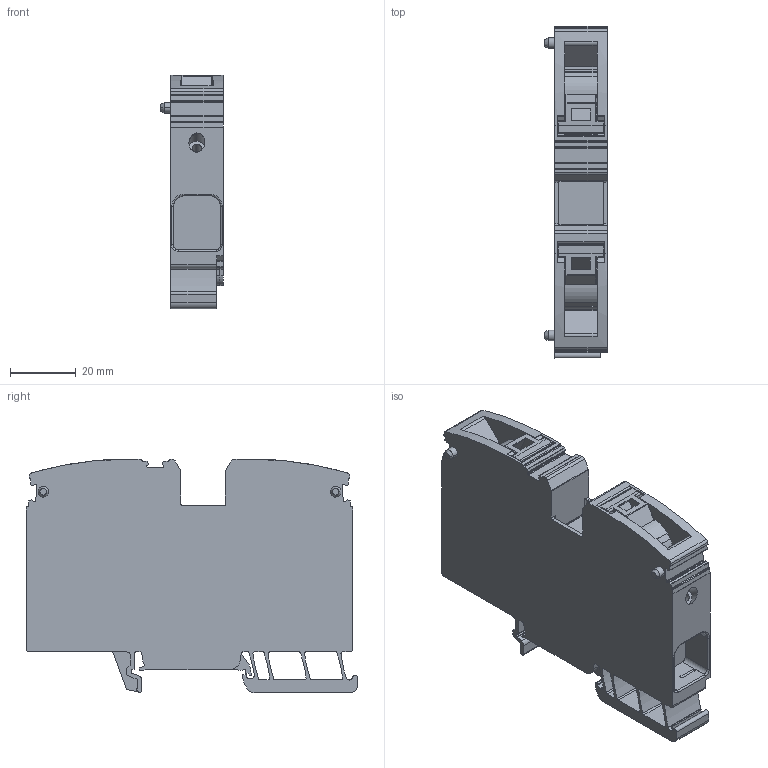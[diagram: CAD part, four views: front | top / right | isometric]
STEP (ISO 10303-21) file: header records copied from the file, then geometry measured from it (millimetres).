
FILE_DESCRIPTION(('CATIA V5 STEP Exchange','CAx-IF Rec.Pracs.--- Model Styling and Organization---1.5--- 2016-08-15','CAx-IF Rec.Pracs.---Supplemental Geometry---1.0---2011-11-01','CAx-IF Rec.Pracs.--- Composite Materials ---1.1---2010-07-15'),'2;1');
FILE_NAME ('210642-1_2', '2024-05-28T04:20:51+00:00', ('none'), ('Weidmueller'), 'CATIA Version 5-6 Release 2022 SP4 HF5', 'CATIA V5 STEP AP214 v3', 'none');
FILE_SCHEMA(('AUTOMOTIVE_DESIGN { 1 0 10303 214 1 1 1 1 }'));
Length unit declared in the file: millimetre
Products named in the file (1): 2551530000
Bounding box: 19 x 100.97 x 71.05 mm (x, y, z)
Volume: 82607 mm3; surface area: 26578 mm2
Topology: 1 solids, 5 shells, 625 faces, 1928 edges, 1315 vertices
Faces by surface type: cylinder 291, plane 287, torus 15, cone 15, sphere 7, extrusion 5, bspline 5
Entity records: 22337 total; most frequent: CARTESIAN_POINT 5119, ORIENTED_EDGE 3842, DIRECTION 2809, EDGE_CURVE 1921, VERTEX_POINT 1315, VECTOR 1218, LINE 1213, AXIS2_PLACEMENT_3D 1083
